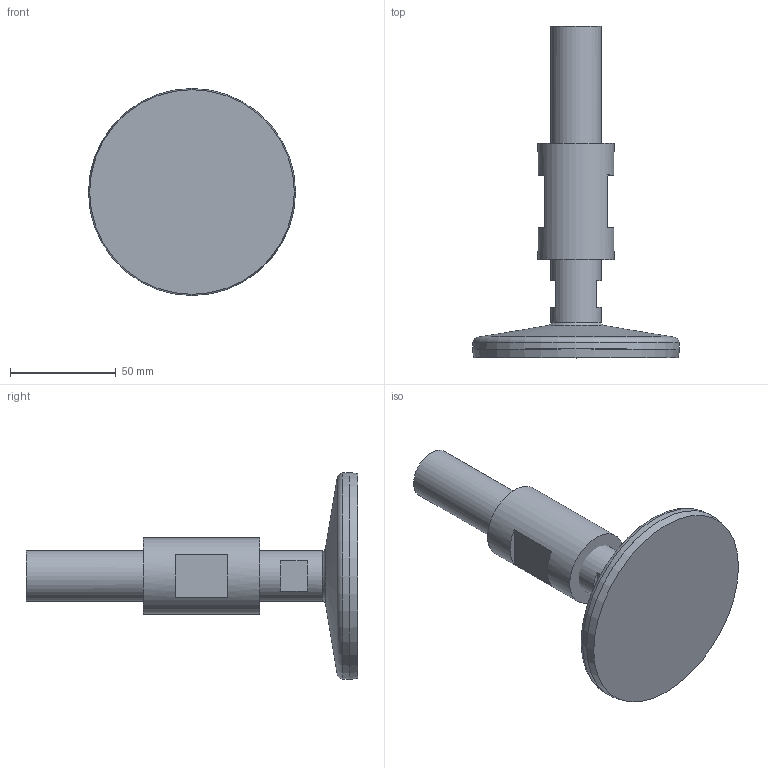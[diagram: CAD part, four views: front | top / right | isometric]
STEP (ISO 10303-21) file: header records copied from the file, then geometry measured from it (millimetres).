
FILE_DESCRIPTION (( 'STEP AP203' ), '1' );
FILE_NAME ('EHSFx8 - HSF98LC-M24-L135-R19.STEP', '2024-09-09T10:18:19', ( '' ), ( '' ), 'SwSTEP 2.0', 'SolidWorks 2024', '' );
FILE_SCHEMA (( 'CONFIG_CONTROL_DESIGN' ));
Length unit declared in the file: millimetre
Products named in the file (1): EHSFx8 - HSF98LC-M24-L135-R19
Bounding box: 98 x 157 x 98 mm (x, y, z)
Volume: 206938.8 mm3; surface area: 37640.2 mm2
Topology: 2 solids, 2 shells, 29 faces, 48 edges, 31 vertices
Faces by surface type: plane 18, cone 4, cylinder 3, sphere 2, torus 2
Full cylindrical faces by diameter (mm): 24 x1, 36 x1, 97.98 x1
Entity records: 711 total; most frequent: DIRECTION 122, CARTESIAN_POINT 100, ORIENTED_EDGE 78, AXIS2_PLACEMENT_3D 53, EDGE_LOOP 46, EDGE_CURVE 39, FACE_OUTER_BOUND 36, VERTEX_POINT 31
